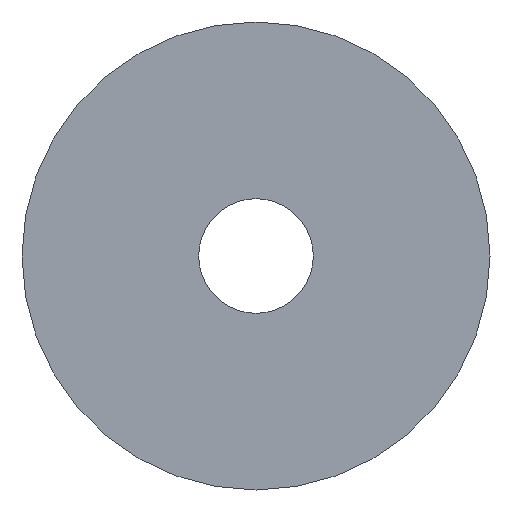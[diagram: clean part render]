
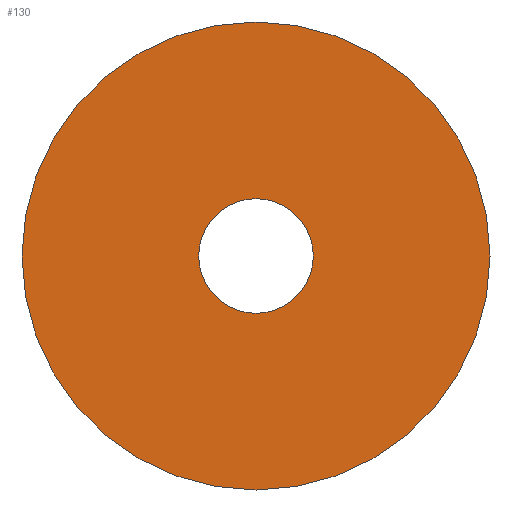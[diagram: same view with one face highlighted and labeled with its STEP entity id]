
A CAD part, front view. The second image highlights one B-rep face of the part: STEP entity #130.
In plain terms, the highlighted planar face has unit normal (0, -1, 0).
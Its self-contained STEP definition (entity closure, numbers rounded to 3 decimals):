
#6 = CARTESIAN_POINT ( 'NONE',  ( 0., 0., 0. ) ) ;
#11 = DIRECTION ( 'NONE',  ( 0., -1., 0. ) ) ;
#17 = DIRECTION ( 'NONE',  ( 0., -1., 0. ) ) ;
#20 = DIRECTION ( 'NONE',  ( 0., 0., 1. ) ) ;
#22 = AXIS2_PLACEMENT_3D ( 'NONE', #179, #17, #103 ) ;
#24 = VERTEX_POINT ( 'NONE', #165 ) ;
#26 = DIRECTION ( 'NONE',  ( 0., 1., 0. ) ) ;
#47 = AXIS2_PLACEMENT_3D ( 'NONE', #6, #72, #65 ) ;
#54 = CIRCLE ( 'NONE', #61, 2.45 ) ;
#61 = AXIS2_PLACEMENT_3D ( 'NONE', #341, #317, #183 ) ;
#65 = DIRECTION ( 'NONE',  ( 0., 0., -1. ) ) ;
#66 = EDGE_LOOP ( 'NONE', ( #141, #163 ) ) ;
#72 = DIRECTION ( 'NONE',  ( 0., -1., 0. ) ) ;
#86 = VERTEX_POINT ( 'NONE', #94 ) ;
#90 = EDGE_CURVE ( 'NONE', #24, #120, #295, .T. ) ;
#92 = AXIS2_PLACEMENT_3D ( 'NONE', #281, #11, #253 ) ;
#94 = CARTESIAN_POINT ( 'NONE',  ( 0., 0., -2.45 ) ) ;
#99 = FACE_OUTER_BOUND ( 'NONE', #66, .T. ) ;
#103 = DIRECTION ( 'NONE',  ( 0., 0., -1. ) ) ;
#114 = EDGE_LOOP ( 'NONE', ( #330, #140 ) ) ;
#120 = VERTEX_POINT ( 'NONE', #255 ) ;
#127 = VERTEX_POINT ( 'NONE', #202 ) ;
#130 = ADVANCED_FACE ( 'NONE', ( #313, #99 ), #152, .T. ) ;
#138 = AXIS2_PLACEMENT_3D ( 'NONE', #161, #26, #20 ) ;
#140 = ORIENTED_EDGE ( 'NONE', *, *, #354, .T. ) ;
#141 = ORIENTED_EDGE ( 'NONE', *, *, #90, .T. ) ;
#152 = PLANE ( 'NONE',  #47 ) ;
#161 = CARTESIAN_POINT ( 'NONE',  ( 0., 0., 0. ) ) ;
#163 = ORIENTED_EDGE ( 'NONE', *, *, #235, .T. ) ;
#165 = CARTESIAN_POINT ( 'NONE',  ( 0., 0., -10. ) ) ;
#179 = CARTESIAN_POINT ( 'NONE',  ( 0., 0., 0. ) ) ;
#183 = DIRECTION ( 'NONE',  ( 0., 0., 1. ) ) ;
#202 = CARTESIAN_POINT ( 'NONE',  ( 0., 0., 2.45 ) ) ;
#235 = EDGE_CURVE ( 'NONE', #120, #24, #269, .T. ) ;
#253 = DIRECTION ( 'NONE',  ( 0., 0., -1. ) ) ;
#255 = CARTESIAN_POINT ( 'NONE',  ( 0., 0., 10. ) ) ;
#269 = CIRCLE ( 'NONE', #22, 10. ) ;
#276 = EDGE_CURVE ( 'NONE', #127, #86, #54, .T. ) ;
#281 = CARTESIAN_POINT ( 'NONE',  ( 0., 0., 0. ) ) ;
#295 = CIRCLE ( 'NONE', #92, 10. ) ;
#313 = FACE_BOUND ( 'NONE', #114, .T. ) ;
#317 = DIRECTION ( 'NONE',  ( 0., 1., 0. ) ) ;
#330 = ORIENTED_EDGE ( 'NONE', *, *, #276, .T. ) ;
#341 = CARTESIAN_POINT ( 'NONE',  ( 0., 0., 0. ) ) ;
#348 = CIRCLE ( 'NONE', #138, 2.45 ) ;
#354 = EDGE_CURVE ( 'NONE', #86, #127, #348, .T. ) ;
